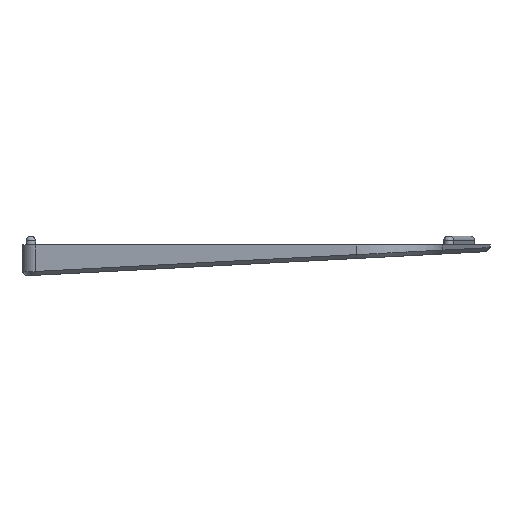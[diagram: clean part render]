
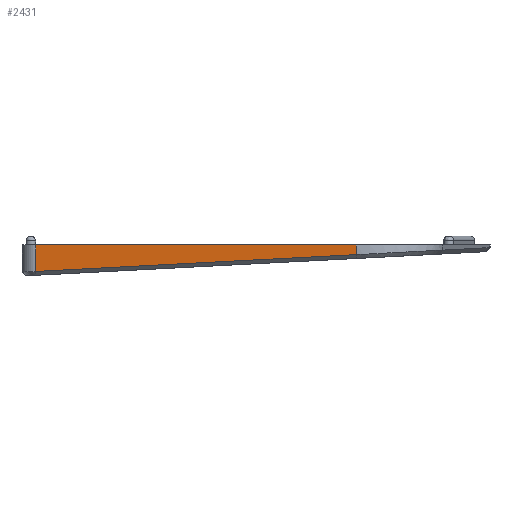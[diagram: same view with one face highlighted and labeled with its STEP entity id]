
A CAD part, left-side view. The second image highlights one B-rep face of the part: STEP entity #2431.
In plain terms, the highlighted planar face has unit normal (-0.993, 0.122, 0).
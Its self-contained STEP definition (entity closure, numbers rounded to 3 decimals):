
#81=B_SPLINE_CURVE_WITH_KNOTS('',3,(#4986,#4987,#4988,#4989),
 .UNSPECIFIED.,.F.,.F.,(4,4),(1.69,1.693),
 .UNSPECIFIED.);
#151=PLANE('',#2708);
#335=FACE_OUTER_BOUND('',#509,.T.);
#509=EDGE_LOOP('',(#2222,#2223,#2224,#2225,#2226));
#603=LINE('',#4235,#761);
#664=LINE('',#4967,#822);
#666=LINE('',#4991,#824);
#667=LINE('',#4993,#825);
#761=VECTOR('',#3190,10.);
#822=VECTOR('',#3409,10.);
#824=VECTOR('',#3413,10.);
#825=VECTOR('',#3416,10.);
#1097=VERTEX_POINT('',#4233);
#1098=VERTEX_POINT('',#4234);
#1172=VERTEX_POINT('',#4855);
#1178=VERTEX_POINT('',#4933);
#1179=VERTEX_POINT('',#4984);
#1393=EDGE_CURVE('',#1097,#1098,#603,.T.);
#1524=EDGE_CURVE('',#1097,#1172,#664,.T.);
#1526=EDGE_CURVE('',#1172,#1179,#81,.T.);
#1527=EDGE_CURVE('',#1179,#1178,#666,.T.);
#1528=EDGE_CURVE('',#1178,#1098,#667,.T.);
#2222=ORIENTED_EDGE('',*,*,#1393,.T.);
#2223=ORIENTED_EDGE('',*,*,#1528,.F.);
#2224=ORIENTED_EDGE('',*,*,#1527,.F.);
#2225=ORIENTED_EDGE('',*,*,#1526,.F.);
#2226=ORIENTED_EDGE('',*,*,#1524,.F.);
#2431=ADVANCED_FACE('',(#335),#151,.T.);
#2708=AXIS2_PLACEMENT_3D('',#4994,#3417,#3418);
#3190=DIRECTION('',(0.122,0.993,0.));
#3409=DIRECTION('',(0.,0.,-1.));
#3413=DIRECTION('',(0.122,0.991,-0.052));
#3416=DIRECTION('',(0.,0.,1.));
#3417=DIRECTION('center_axis',(-0.993,0.122,0.));
#3418=DIRECTION('ref_axis',(-0.122,-0.993,0.));
#4233=CARTESIAN_POINT('',(26.805,-104.448,-0.203));
#4234=CARTESIAN_POINT('',(34.478,-41.955,-0.203));
#4235=CARTESIAN_POINT('',(33.088,-53.272,-0.203));
#4855=CARTESIAN_POINT('',(26.805,-104.448,-2.088));
#4933=CARTESIAN_POINT('',(34.478,-41.955,-5.363));
#4967=CARTESIAN_POINT('',(26.805,-104.448,5.8));
#4984=CARTESIAN_POINT('',(26.809,-104.409,-2.09));
#4986=CARTESIAN_POINT('Ctrl Pts',(26.805,-104.448,-2.088));
#4987=CARTESIAN_POINT('Ctrl Pts',(26.806,-104.435,-2.089));
#4988=CARTESIAN_POINT('Ctrl Pts',(26.808,-104.422,-2.089));
#4989=CARTESIAN_POINT('Ctrl Pts',(26.809,-104.409,-2.09));
#4991=CARTESIAN_POINT('',(32.972,-54.218,-4.72));
#4993=CARTESIAN_POINT('',(34.478,-41.955,5.8));
#4994=CARTESIAN_POINT('Origin',(35.185,-36.195,5.8));
